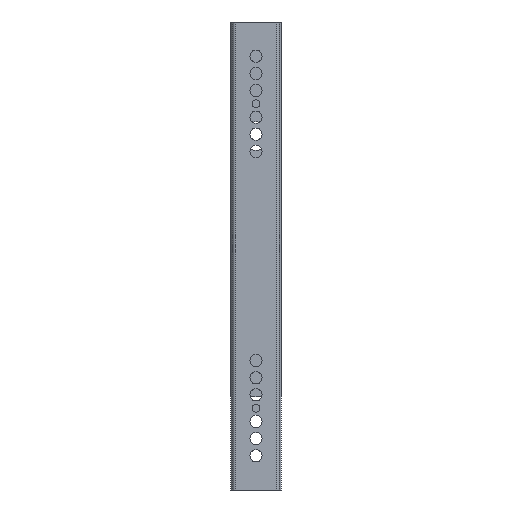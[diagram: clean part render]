
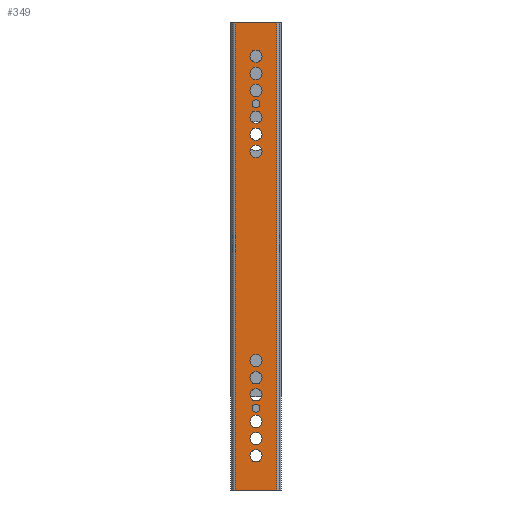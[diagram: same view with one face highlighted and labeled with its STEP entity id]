
A CAD part, left-side view. The second image highlights one B-rep face of the part: STEP entity #349.
In plain terms, the highlighted planar face has unit normal (-1, 0, 0).
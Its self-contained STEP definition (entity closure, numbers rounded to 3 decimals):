
#349 = ADVANCED_FACE( '', ( #762, #763, #764, #765, #766, #767, #768, #769, #770, #771, #772, #773, #774, #775, #776 ), #777, .F. );
#762 = FACE_BOUND( '', #1274, .T. );
#763 = FACE_BOUND( '', #1275, .T. );
#764 = FACE_BOUND( '', #1276, .T. );
#765 = FACE_BOUND( '', #1277, .T. );
#766 = FACE_BOUND( '', #1278, .T. );
#767 = FACE_BOUND( '', #1279, .T. );
#768 = FACE_BOUND( '', #1280, .T. );
#769 = FACE_BOUND( '', #1281, .T. );
#770 = FACE_BOUND( '', #1282, .T. );
#771 = FACE_BOUND( '', #1283, .T. );
#772 = FACE_BOUND( '', #1284, .T. );
#773 = FACE_BOUND( '', #1285, .T. );
#774 = FACE_BOUND( '', #1286, .T. );
#775 = FACE_BOUND( '', #1287, .T. );
#776 = FACE_OUTER_BOUND( '', #1288, .T. );
#777 = PLANE( '', #1289 );
#1274 = EDGE_LOOP( '', ( #2090 ) );
#1275 = EDGE_LOOP( '', ( #2091 ) );
#1276 = EDGE_LOOP( '', ( #2092 ) );
#1277 = EDGE_LOOP( '', ( #2093 ) );
#1278 = EDGE_LOOP( '', ( #2094 ) );
#1279 = EDGE_LOOP( '', ( #2095 ) );
#1280 = EDGE_LOOP( '', ( #2096 ) );
#1281 = EDGE_LOOP( '', ( #2097 ) );
#1282 = EDGE_LOOP( '', ( #2098 ) );
#1283 = EDGE_LOOP( '', ( #2099 ) );
#1284 = EDGE_LOOP( '', ( #2100 ) );
#1285 = EDGE_LOOP( '', ( #2101 ) );
#1286 = EDGE_LOOP( '', ( #2102 ) );
#1287 = EDGE_LOOP( '', ( #2103 ) );
#1288 = EDGE_LOOP( '', ( #2104, #2105, #2106, #2107 ) );
#1289 = AXIS2_PLACEMENT_3D( '', #2108, #2109, #2110 );
#2090 = ORIENTED_EDGE( '', *, *, #3101, .T. );
#2091 = ORIENTED_EDGE( '', *, *, #3102, .T. );
#2092 = ORIENTED_EDGE( '', *, *, #3103, .T. );
#2093 = ORIENTED_EDGE( '', *, *, #3104, .T. );
#2094 = ORIENTED_EDGE( '', *, *, #3105, .T. );
#2095 = ORIENTED_EDGE( '', *, *, #3106, .T. );
#2096 = ORIENTED_EDGE( '', *, *, #3107, .T. );
#2097 = ORIENTED_EDGE( '', *, *, #3108, .T. );
#2098 = ORIENTED_EDGE( '', *, *, #3033, .T. );
#2099 = ORIENTED_EDGE( '', *, *, #3109, .T. );
#2100 = ORIENTED_EDGE( '', *, *, #3110, .T. );
#2101 = ORIENTED_EDGE( '', *, *, #3111, .T. );
#2102 = ORIENTED_EDGE( '', *, *, #3053, .T. );
#2103 = ORIENTED_EDGE( '', *, *, #2818, .T. );
#2104 = ORIENTED_EDGE( '', *, *, #2985, .T. );
#2105 = ORIENTED_EDGE( '', *, *, #3005, .F. );
#2106 = ORIENTED_EDGE( '', *, *, #3112, .F. );
#2107 = ORIENTED_EDGE( '', *, *, #3113, .T. );
#2108 = CARTESIAN_POINT( '', ( 0., 228., -10.85 ) );
#2109 = DIRECTION( '', ( 1., 0., 0. ) );
#2110 = DIRECTION( '', ( 0., 0., -1. ) );
#2818 = EDGE_CURVE( '', #3312, #3312, #3313, .T. );
#2985 = EDGE_CURVE( '', #3570, #3616, #3618, .T. );
#3005 = EDGE_CURVE( '', #3642, #3616, #3644, .T. );
#3033 = EDGE_CURVE( '', #3684, #3684, #3685, .T. );
#3053 = EDGE_CURVE( '', #3715, #3715, #3716, .T. );
#3101 = EDGE_CURVE( '', #3788, #3788, #3789, .T. );
#3102 = EDGE_CURVE( '', #3790, #3790, #3791, .T. );
#3103 = EDGE_CURVE( '', #3792, #3792, #3793, .T. );
#3104 = EDGE_CURVE( '', #3794, #3794, #3795, .T. );
#3105 = EDGE_CURVE( '', #3796, #3796, #3797, .T. );
#3106 = EDGE_CURVE( '', #3798, #3798, #3799, .T. );
#3107 = EDGE_CURVE( '', #3800, #3800, #3801, .T. );
#3108 = EDGE_CURVE( '', #3802, #3802, #3803, .T. );
#3109 = EDGE_CURVE( '', #3804, #3804, #3805, .T. );
#3110 = EDGE_CURVE( '', #3806, #3806, #3807, .T. );
#3111 = EDGE_CURVE( '', #3808, #3808, #3809, .T. );
#3112 = EDGE_CURVE( '', #3810, #3642, #3811, .T. );
#3113 = EDGE_CURVE( '', #3810, #3570, #3812, .T. );
#3312 = VERTEX_POINT( '', #4055 );
#3313 = CIRCLE( '', #4056, 3.2 );
#3570 = VERTEX_POINT( '', #4382 );
#3616 = VERTEX_POINT( '', #4441 );
#3618 = LINE( '', #4443, #4444 );
#3642 = VERTEX_POINT( '', #4479 );
#3644 = LINE( '', #4481, #4482 );
#3684 = VERTEX_POINT( '', #4536 );
#3685 = CIRCLE( '', #4537, 3.2 );
#3715 = VERTEX_POINT( '', #4575 );
#3716 = CIRCLE( '', #4576, 3.2 );
#3788 = VERTEX_POINT( '', #4669 );
#3789 = CIRCLE( '', #4670, 2.1 );
#3790 = VERTEX_POINT( '', #4671 );
#3791 = CIRCLE( '', #4672, 2.1 );
#3792 = VERTEX_POINT( '', #4673 );
#3793 = CIRCLE( '', #4674, 3.2 );
#3794 = VERTEX_POINT( '', #4675 );
#3795 = CIRCLE( '', #4676, 3.2 );
#3796 = VERTEX_POINT( '', #4677 );
#3797 = CIRCLE( '', #4678, 3.2 );
#3798 = VERTEX_POINT( '', #4679 );
#3799 = CIRCLE( '', #4680, 3.2 );
#3800 = VERTEX_POINT( '', #4681 );
#3801 = CIRCLE( '', #4682, 3.2 );
#3802 = VERTEX_POINT( '', #4683 );
#3803 = CIRCLE( '', #4684, 3.2 );
#3804 = VERTEX_POINT( '', #4685 );
#3805 = CIRCLE( '', #4686, 3.2 );
#3806 = VERTEX_POINT( '', #4687 );
#3807 = CIRCLE( '', #4688, 3.2 );
#3808 = VERTEX_POINT( '', #4689 );
#3809 = CIRCLE( '', #4690, 3.2 );
#3810 = VERTEX_POINT( '', #4691 );
#3811 = LINE( '', #4692, #4693 );
#3812 = LINE( '', #4694, #4695 );
#4055 = CARTESIAN_POINT( '', ( 0., 0., -3.2 ) );
#4056 = AXIS2_PLACEMENT_3D( '', #4977, #4978, #4979 );
#4382 = CARTESIAN_POINT( '', ( 0., -18., -10.85 ) );
#4441 = CARTESIAN_POINT( '', ( 0., -18., 10.85 ) );
#4443 = CARTESIAN_POINT( '', ( 0., -18., -10.85 ) );
#4444 = VECTOR( '', #5266, 1000. );
#4479 = CARTESIAN_POINT( '', ( 0., 228., 10.85 ) );
#4481 = CARTESIAN_POINT( '', ( 0., 228., 10.85 ) );
#4482 = VECTOR( '', #5284, 1000. );
#4536 = CARTESIAN_POINT( '', ( 0., 41., -3.2 ) );
#4537 = AXIS2_PLACEMENT_3D( '', #5314, #5315, #5316 );
#4575 = CARTESIAN_POINT( '', ( 0., 18., -3.2 ) );
#4576 = AXIS2_PLACEMENT_3D( '', #5337, #5338, #5339 );
#4669 = CARTESIAN_POINT( '', ( 0., 185., -2.1 ) );
#4670 = AXIS2_PLACEMENT_3D( '', #5403, #5404, #5405 );
#4671 = CARTESIAN_POINT( '', ( 0., 25., -2.1 ) );
#4672 = AXIS2_PLACEMENT_3D( '', #5406, #5407, #5408 );
#4673 = CARTESIAN_POINT( '', ( 0., 201., -3.2 ) );
#4674 = AXIS2_PLACEMENT_3D( '', #5409, #5410, #5411 );
#4675 = CARTESIAN_POINT( '', ( 0., 210., -3.2 ) );
#4676 = AXIS2_PLACEMENT_3D( '', #5412, #5413, #5414 );
#4677 = CARTESIAN_POINT( '', ( 0., 192., -3.2 ) );
#4678 = AXIS2_PLACEMENT_3D( '', #5415, #5416, #5417 );
#4679 = CARTESIAN_POINT( '', ( 0., 169., -3.2 ) );
#4680 = AXIS2_PLACEMENT_3D( '', #5418, #5419, #5420 );
#4681 = CARTESIAN_POINT( '', ( 0., 178., -3.2 ) );
#4682 = AXIS2_PLACEMENT_3D( '', #5421, #5422, #5423 );
#4683 = CARTESIAN_POINT( '', ( 0., 160., -3.2 ) );
#4684 = AXIS2_PLACEMENT_3D( '', #5424, #5425, #5426 );
#4685 = CARTESIAN_POINT( '', ( 0., 50., -3.2 ) );
#4686 = AXIS2_PLACEMENT_3D( '', #5427, #5428, #5429 );
#4687 = CARTESIAN_POINT( '', ( 0., 32., -3.2 ) );
#4688 = AXIS2_PLACEMENT_3D( '', #5430, #5431, #5432 );
#4689 = CARTESIAN_POINT( '', ( 0., 9., -3.2 ) );
#4690 = AXIS2_PLACEMENT_3D( '', #5433, #5434, #5435 );
#4691 = CARTESIAN_POINT( '', ( 0., 228., -10.85 ) );
#4692 = CARTESIAN_POINT( '', ( 0., 228., -10.85 ) );
#4693 = VECTOR( '', #5436, 1000. );
#4694 = CARTESIAN_POINT( '', ( 0., 228., -10.85 ) );
#4695 = VECTOR( '', #5437, 1000. );
#4977 = CARTESIAN_POINT( '', ( 0., 0., 0. ) );
#4978 = DIRECTION( '', ( 1., 0., 0. ) );
#4979 = DIRECTION( '', ( 0., 0., -1. ) );
#5266 = DIRECTION( '', ( 0., 0., 1. ) );
#5284 = DIRECTION( '', ( 0., -1., 0. ) );
#5314 = CARTESIAN_POINT( '', ( 0., 41., 0. ) );
#5315 = DIRECTION( '', ( 1., 0., 0. ) );
#5316 = DIRECTION( '', ( 0., 0., -1. ) );
#5337 = CARTESIAN_POINT( '', ( 0., 18., 0. ) );
#5338 = DIRECTION( '', ( 1., 0., 0. ) );
#5339 = DIRECTION( '', ( 0., 0., -1. ) );
#5403 = CARTESIAN_POINT( '', ( 0., 185., 0. ) );
#5404 = DIRECTION( '', ( 1., 0., 0. ) );
#5405 = DIRECTION( '', ( 0., 0., -1. ) );
#5406 = CARTESIAN_POINT( '', ( 0., 25., 0. ) );
#5407 = DIRECTION( '', ( 1., 0., 0. ) );
#5408 = DIRECTION( '', ( 0., 0., -1. ) );
#5409 = CARTESIAN_POINT( '', ( 0., 201., 0. ) );
#5410 = DIRECTION( '', ( 1., 0., 0. ) );
#5411 = DIRECTION( '', ( 0., 0., -1. ) );
#5412 = CARTESIAN_POINT( '', ( 0., 210., 0. ) );
#5413 = DIRECTION( '', ( 1., 0., 0. ) );
#5414 = DIRECTION( '', ( 0., 0., -1. ) );
#5415 = CARTESIAN_POINT( '', ( 0., 192., 0. ) );
#5416 = DIRECTION( '', ( 1., 0., 0. ) );
#5417 = DIRECTION( '', ( 0., 0., -1. ) );
#5418 = CARTESIAN_POINT( '', ( 0., 169., 0. ) );
#5419 = DIRECTION( '', ( 1., 0., 0. ) );
#5420 = DIRECTION( '', ( 0., 0., -1. ) );
#5421 = CARTESIAN_POINT( '', ( 0., 178., 0. ) );
#5422 = DIRECTION( '', ( 1., 0., 0. ) );
#5423 = DIRECTION( '', ( 0., 0., -1. ) );
#5424 = CARTESIAN_POINT( '', ( 0., 160., 0. ) );
#5425 = DIRECTION( '', ( 1., 0., 0. ) );
#5426 = DIRECTION( '', ( 0., 0., -1. ) );
#5427 = CARTESIAN_POINT( '', ( 0., 50., 0. ) );
#5428 = DIRECTION( '', ( 1., 0., 0. ) );
#5429 = DIRECTION( '', ( 0., 0., -1. ) );
#5430 = CARTESIAN_POINT( '', ( 0., 32., 0. ) );
#5431 = DIRECTION( '', ( 1., 0., 0. ) );
#5432 = DIRECTION( '', ( 0., 0., -1. ) );
#5433 = CARTESIAN_POINT( '', ( 0., 9., 0. ) );
#5434 = DIRECTION( '', ( 1., 0., 0. ) );
#5435 = DIRECTION( '', ( 0., 0., -1. ) );
#5436 = DIRECTION( '', ( 0., 0., 1. ) );
#5437 = DIRECTION( '', ( 0., -1., 0. ) );
